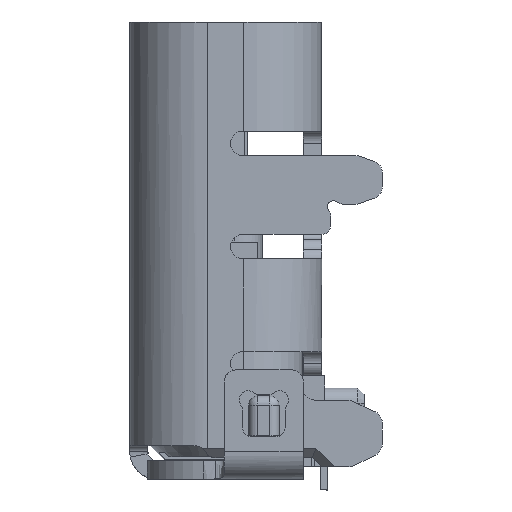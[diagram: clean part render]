
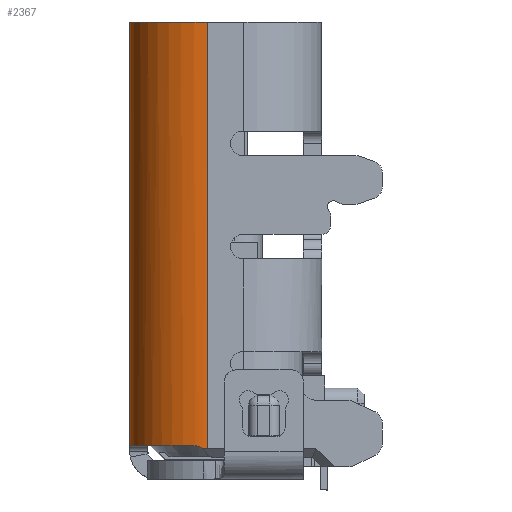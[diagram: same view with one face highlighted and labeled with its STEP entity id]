
A CAD part, left-side view. The second image highlights one B-rep face of the part: STEP entity #2367.
In plain terms, the highlighted cylindrical face has radius 1.28 mm (diameter 2.56 mm), a partial arc.
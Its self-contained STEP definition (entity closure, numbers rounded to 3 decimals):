
#253 = VERTEX_POINT ( 'NONE', #25156 ) ;
#259 = ORIENTED_EDGE ( 'NONE', *, *, #6821, .T. ) ;
#1524 = FACE_OUTER_BOUND ( 'NONE', #14545, .T. ) ;
#1539 = DIRECTION ( 'NONE',  ( 0., -1., 0. ) ) ;
#2367 = ADVANCED_FACE ( 'NONE', ( #1524 ), #14678, .T. ) ;
#3582 = CIRCLE ( 'NONE', #23742, 1.28 ) ;
#3905 = CARTESIAN_POINT ( 'NONE',  ( -4.47, 3.49, 0.3 ) ) ;
#4187 = CARTESIAN_POINT ( 'NONE',  ( -3.19, 3.49, 1.58 ) ) ;
#5132 = CARTESIAN_POINT ( 'NONE',  ( -4.468, 3.542, 0.369 ) ) ;
#5480 = VERTEX_POINT ( 'NONE', #26550 ) ;
#6028 = ORIENTED_EDGE ( 'NONE', *, *, #21512, .F. ) ;
#6161 = LINE ( 'NONE', #14343, #32190 ) ;
#6424 = AXIS2_PLACEMENT_3D ( 'NONE', #8719, #32238, #32401 ) ;
#6506 = EDGE_CURVE ( 'NONE', #5480, #253, #27276, .T. ) ;
#6821 = EDGE_CURVE ( 'NONE', #253, #21885, #27611, .T. ) ;
#6896 = VERTEX_POINT ( 'NONE', #12787 ) ;
#8719 = CARTESIAN_POINT ( 'NONE',  ( -3.19, 3.49, 0.3 ) ) ;
#10953 = CARTESIAN_POINT ( 'NONE',  ( -3.19, -3.49, 0.3 ) ) ;
#11571 = CARTESIAN_POINT ( 'NONE',  ( -3.19, 3.49, 0.3 ) ) ;
#11924 = DIRECTION ( 'NONE',  ( 0., -1., 0. ) ) ;
#12131 = CARTESIAN_POINT ( 'NONE',  ( -4.468, 3.542, 0.369 ) ) ;
#12787 = CARTESIAN_POINT ( 'NONE',  ( -4.454, 3.49, 0.504 ) ) ;
#12824 = CARTESIAN_POINT ( 'NONE',  ( -4.47, 3.54, 0.3 ) ) ;
#13423 = EDGE_CURVE ( 'NONE', #31893, #22938, #6161, .T. ) ;
#13962 = ORIENTED_EDGE ( 'NONE', *, *, #26434, .F. ) ;
#14343 = CARTESIAN_POINT ( 'NONE',  ( -3.19, 3.49, 1.58 ) ) ;
#14545 = EDGE_LOOP ( 'NONE', ( #18570, #16101, #6028, #13962, #24103, #259 ) ) ;
#14630 = DIRECTION ( 'NONE',  ( 0., 0., -1. ) ) ;
#14678 = CYLINDRICAL_SURFACE ( 'NONE', #6424, 1.28 ) ;
#15030 = CARTESIAN_POINT ( 'NONE',  ( -4.466, 3.507, 0.408 ) ) ;
#15038 = CARTESIAN_POINT ( 'NONE',  ( -4.47, 3.54, 0.323 ) ) ;
#16101 = ORIENTED_EDGE ( 'NONE', *, *, #13423, .F. ) ;
#16565 = CIRCLE ( 'NONE', #32915, 1.28 ) ;
#17366 = DIRECTION ( 'NONE',  ( 0., 1., 0. ) ) ;
#18453 = VECTOR ( 'NONE', #11924, 1000. ) ;
#18459 = DIRECTION ( 'NONE',  ( 0., 0., -1. ) ) ;
#18570 = ORIENTED_EDGE ( 'NONE', *, *, #32724, .T. ) ;
#21082 = CARTESIAN_POINT ( 'NONE',  ( -3.19, -3.49, 1.58 ) ) ;
#21512 = EDGE_CURVE ( 'NONE', #6896, #31893, #3582, .T. ) ;
#21885 = VERTEX_POINT ( 'NONE', #32658 ) ;
#22165 = CARTESIAN_POINT ( 'NONE',  ( -4.454, 3.49, 0.504 ) ) ;
#22938 = VERTEX_POINT ( 'NONE', #21082 ) ;
#23370 = CARTESIAN_POINT ( 'NONE',  ( -4.469, 3.541, 0.346 ) ) ;
#23742 = AXIS2_PLACEMENT_3D ( 'NONE', #11571, #17366, #14630 ) ;
#24103 = ORIENTED_EDGE ( 'NONE', *, *, #6506, .T. ) ;
#25156 = CARTESIAN_POINT ( 'NONE',  ( -4.47, 3.54, 0.3 ) ) ;
#25757 = B_SPLINE_CURVE_WITH_KNOTS ( 'NONE', 3,
 ( #12131, #15030, #32574, #22165 ),
 .UNSPECIFIED., .F., .F.,
 ( 4, 4 ),
 ( 0., 1. ),
 .UNSPECIFIED. ) ;
#26434 = EDGE_CURVE ( 'NONE', #5480, #6896, #25757, .T. ) ;
#26550 = CARTESIAN_POINT ( 'NONE',  ( -4.468, 3.542, 0.369 ) ) ;
#27276 =( BOUNDED_CURVE ( )  B_SPLINE_CURVE ( 3, ( #5132, #23370, #15038, #12824 ),
 .UNSPECIFIED., .F., .F. ) 
 B_SPLINE_CURVE_WITH_KNOTS ( ( 4, 4 ),
 ( 6.229, 6.283 ),
 .UNSPECIFIED. ) 
 CURVE ( )  GEOMETRIC_REPRESENTATION_ITEM ( )  RATIONAL_B_SPLINE_CURVE ( ( 1., 1., 1., 1. ) ) 
 REPRESENTATION_ITEM ( '' )  );
#27611 = LINE ( 'NONE', #3905, #18453 ) ;
#28682 = DIRECTION ( 'NONE',  ( 0., 1., 0. ) ) ;
#31893 = VERTEX_POINT ( 'NONE', #4187 ) ;
#32190 = VECTOR ( 'NONE', #1539, 1000. ) ;
#32238 = DIRECTION ( 'NONE',  ( 0., -1., 0. ) ) ;
#32401 = DIRECTION ( 'NONE',  ( 0., 0., -1. ) ) ;
#32574 = CARTESIAN_POINT ( 'NONE',  ( -4.461, 3.49, 0.457 ) ) ;
#32658 = CARTESIAN_POINT ( 'NONE',  ( -4.47, -3.49, 0.3 ) ) ;
#32724 = EDGE_CURVE ( 'NONE', #21885, #22938, #16565, .T. ) ;
#32915 = AXIS2_PLACEMENT_3D ( 'NONE', #10953, #28682, #18459 ) ;
